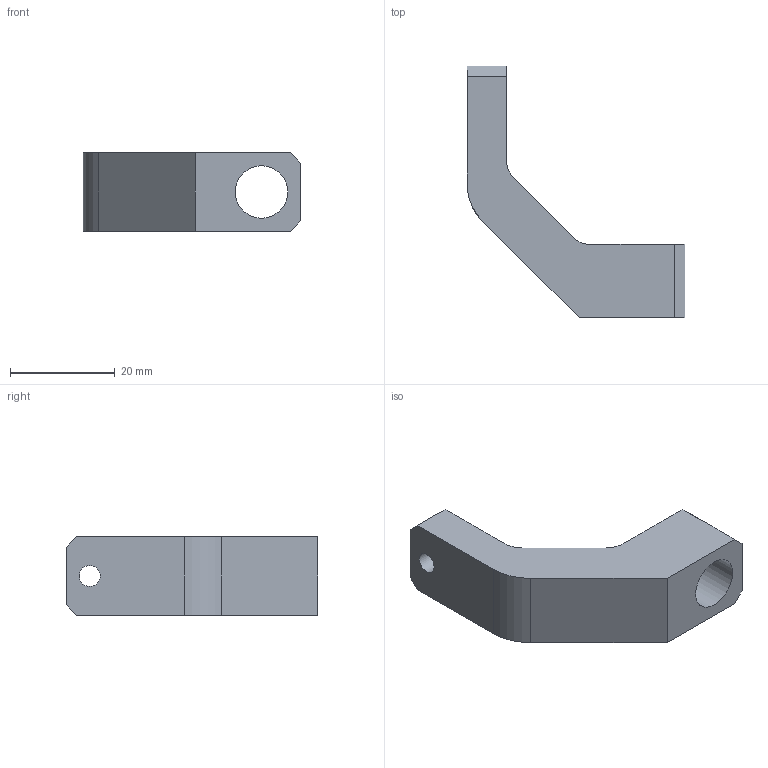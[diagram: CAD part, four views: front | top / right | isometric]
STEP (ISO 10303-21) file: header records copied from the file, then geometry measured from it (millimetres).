
FILE_DESCRIPTION(/* description */ ('SOPORTE TUBO TEFLON'),/* implementation_level */ '2;1');
FILE_NAME(/* name */ 'C04H030010-fibonacci-support.stp',/* time_stamp */ '2014-12-22T14:46:13+01:00',/* author */ ('MARCHA TECHNOLOGY'),/* organization */ ('MARCHA TECHNOLOGY'),/* preprocessor_version */ 'ST-DEVELOPER v15.6',/* originating_system */ 'Autodesk Inventor 2015',/* authorisation */ '');
FILE_SCHEMA (('CONFIG_CONTROL_DESIGN'));
Length unit declared in the file: millimetre
Products named in the file (1): C04H030010-fibonacci-support
Bounding box: 41.5 x 48 x 15 mm (x, y, z)
Volume: 9292.9 mm3; surface area: 4056.6 mm2
Topology: 1 solids, 1 shells, 19 faces, 51 edges, 34 vertices
Faces by surface type: plane 14, cylinder 5
Full cylindrical faces by diameter (mm): 4 x1, 10 x1
Entity records: 617 total; most frequent: CARTESIAN_POINT 103, DIRECTION 99, ORIENTED_EDGE 98, EDGE_CURVE 49, LINE 39, VECTOR 39, VERTEX_POINT 34, AXIS2_PLACEMENT_3D 30
